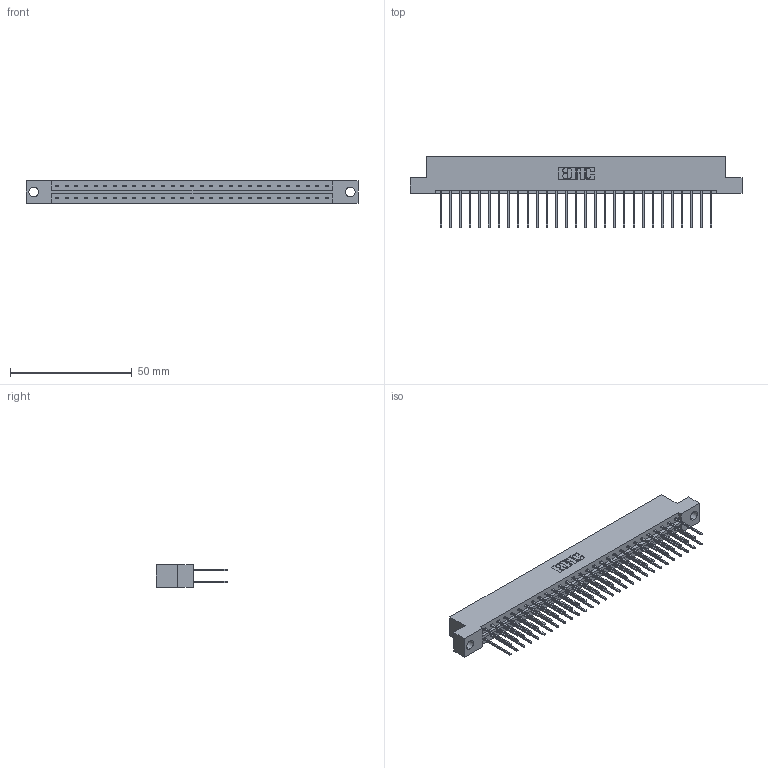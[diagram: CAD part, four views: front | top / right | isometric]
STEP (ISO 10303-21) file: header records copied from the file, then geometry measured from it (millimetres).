
FILE_DESCRIPTION (( 'STEP AP203' ), '1' );
FILE_NAME ('833-058-540-204.STEP', '2020-06-05T00:28:39', ( '' ), ( '' ), 'SwSTEP 2.0', 'SolidWorks 2020', '' );
FILE_SCHEMA (( 'CONFIG_CONTROL_DESIGN' ));
Length unit declared in the file: inch
Products named in the file (3): 345-292-001_345-293-140; 833-058-540-204; 833 Part_Flush - .156 Dia - TH
Assembly tree (59 placements, depth 2):
  833-058-540-204
    833 Part_Flush - .156 Dia - TH
    345-292-001_345-293-140  x58
Bounding box: 136.45 x 29.47 x 9.4 mm (x, y, z)
Volume: 13941.1 mm3; surface area: 17221 mm2
Topology: 59 solids, 59 shells, 3130 faces, 9301 edges, 6122 vertices
Faces by surface type: plane 2158, cylinder 972
Entity records: 20359 total; most frequent: CARTESIAN_POINT 3390, ORIENTED_EDGE 3326, DIRECTION 2919, EDGE_CURVE 1663, VECTOR 1535, LINE 1535, VERTEX_POINT 1106, AXIS2_PLACEMENT_3D 692
